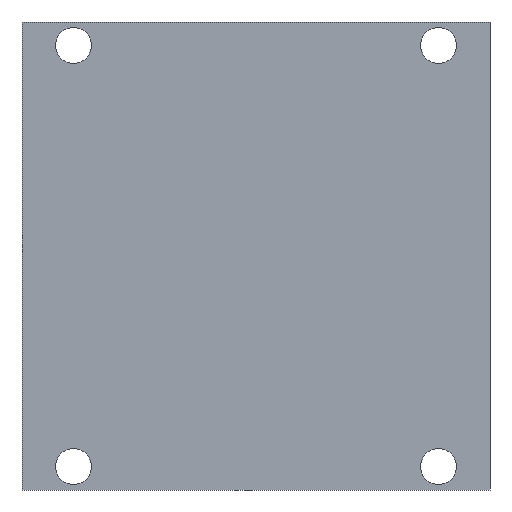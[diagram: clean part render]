
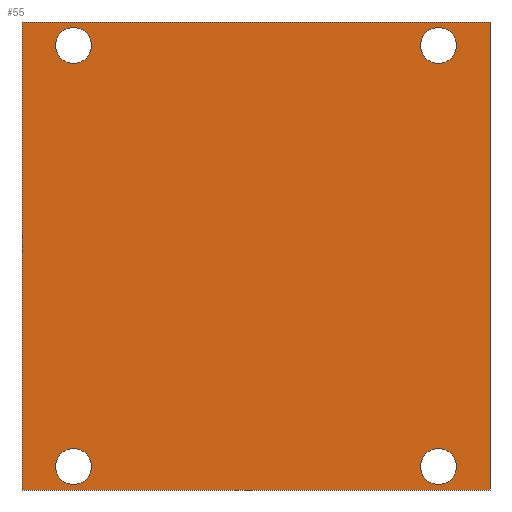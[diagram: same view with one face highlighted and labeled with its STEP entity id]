
A CAD part, front view. The second image highlights one B-rep face of the part: STEP entity #55.
In plain terms, the highlighted planar face has unit normal (0, -1, 0).
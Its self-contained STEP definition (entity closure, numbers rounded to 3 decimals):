
#55=ADVANCED_FACE('',(#135,#136,#137,#138,#139),#73,.F.);
#73=PLANE('',#383);
#89=LINE('',#533,#115);
#91=LINE('',#537,#117);
#96=LINE('',#546,#122);
#98=LINE('',#550,#124);
#115=VECTOR('',#429,1.);
#117=VECTOR('',#433,1.);
#122=VECTOR('',#440,1.);
#124=VECTOR('',#444,1.);
#135=FACE_BOUND('',#168,.T.);
#136=FACE_BOUND('',#169,.T.);
#137=FACE_BOUND('',#170,.T.);
#138=FACE_BOUND('',#171,.T.);
#139=FACE_BOUND('',#172,.T.);
#168=EDGE_LOOP('',(#230));
#169=EDGE_LOOP('',(#231));
#170=EDGE_LOOP('',(#232));
#171=EDGE_LOOP('',(#233));
#172=EDGE_LOOP('',(#234,#235,#236,#237));
#230=ORIENTED_EDGE('',*,*,#336,.T.);
#231=ORIENTED_EDGE('',*,*,#337,.T.);
#232=ORIENTED_EDGE('',*,*,#338,.T.);
#233=ORIENTED_EDGE('',*,*,#339,.T.);
#234=ORIENTED_EDGE('',*,*,#326,.F.);
#235=ORIENTED_EDGE('',*,*,#335,.F.);
#236=ORIENTED_EDGE('',*,*,#333,.F.);
#237=ORIENTED_EDGE('',*,*,#328,.F.);
#292=VERTEX_POINT('',#532);
#293=VERTEX_POINT('',#534);
#294=VERTEX_POINT('',#538);
#297=VERTEX_POINT('',#547);
#298=VERTEX_POINT('',#553);
#299=VERTEX_POINT('',#555);
#300=VERTEX_POINT('',#557);
#301=VERTEX_POINT('',#559);
#326=EDGE_CURVE('',#292,#293,#89,.T.);
#328=EDGE_CURVE('',#293,#294,#91,.T.);
#333=EDGE_CURVE('',#294,#297,#96,.T.);
#335=EDGE_CURVE('',#297,#292,#98,.T.);
#336=EDGE_CURVE('',#298,#298,#356,.T.);
#337=EDGE_CURVE('',#299,#299,#357,.T.);
#338=EDGE_CURVE('',#300,#300,#358,.T.);
#339=EDGE_CURVE('',#301,#301,#359,.T.);
#356=CIRCLE('',#379,1.15);
#357=CIRCLE('',#380,1.15);
#358=CIRCLE('',#381,1.15);
#359=CIRCLE('',#382,1.15);
#379=AXIS2_PLACEMENT_3D('',#552,#447,#448);
#380=AXIS2_PLACEMENT_3D('',#554,#449,#450);
#381=AXIS2_PLACEMENT_3D('',#556,#451,#452);
#382=AXIS2_PLACEMENT_3D('',#558,#453,#454);
#383=AXIS2_PLACEMENT_3D('',#560,#455,#456);
#429=DIRECTION('',(0.,0.,1.));
#433=DIRECTION('',(1.,0.,0.));
#440=DIRECTION('',(0.,0.,-1.));
#444=DIRECTION('',(-1.,0.,0.));
#447=DIRECTION('',(0.,1.,0.));
#448=DIRECTION('',(0.,0.,1.));
#449=DIRECTION('',(0.,1.,0.));
#450=DIRECTION('',(0.,0.,1.));
#451=DIRECTION('',(0.,1.,0.));
#452=DIRECTION('',(0.,0.,1.));
#453=DIRECTION('',(0.,1.,0.));
#454=DIRECTION('',(0.,0.,1.));
#455=DIRECTION('',(0.,1.,0.));
#456=DIRECTION('',(0.,0.,1.));
#532=CARTESIAN_POINT('',(-15.,-5.,-15.));
#533=CARTESIAN_POINT('',(-15.,-5.,-15.));
#534=CARTESIAN_POINT('',(-15.,-5.,15.));
#537=CARTESIAN_POINT('',(-15.,-5.,15.));
#538=CARTESIAN_POINT('',(15.,-5.,15.));
#546=CARTESIAN_POINT('',(15.,-5.,15.));
#547=CARTESIAN_POINT('',(15.,-5.,-15.));
#550=CARTESIAN_POINT('',(15.,-5.,-15.));
#552=CARTESIAN_POINT('',(11.7,-5.,13.5));
#553=CARTESIAN_POINT('',(11.7,-5.,14.65));
#554=CARTESIAN_POINT('',(11.7,-5.,-13.5));
#555=CARTESIAN_POINT('',(11.7,-5.,-12.35));
#556=CARTESIAN_POINT('',(-11.7,-5.,13.5));
#557=CARTESIAN_POINT('',(-11.7,-5.,14.65));
#558=CARTESIAN_POINT('',(-11.7,-5.,-13.5));
#559=CARTESIAN_POINT('',(-11.7,-5.,-12.35));
#560=CARTESIAN_POINT('',(0.,-5.,0.));
